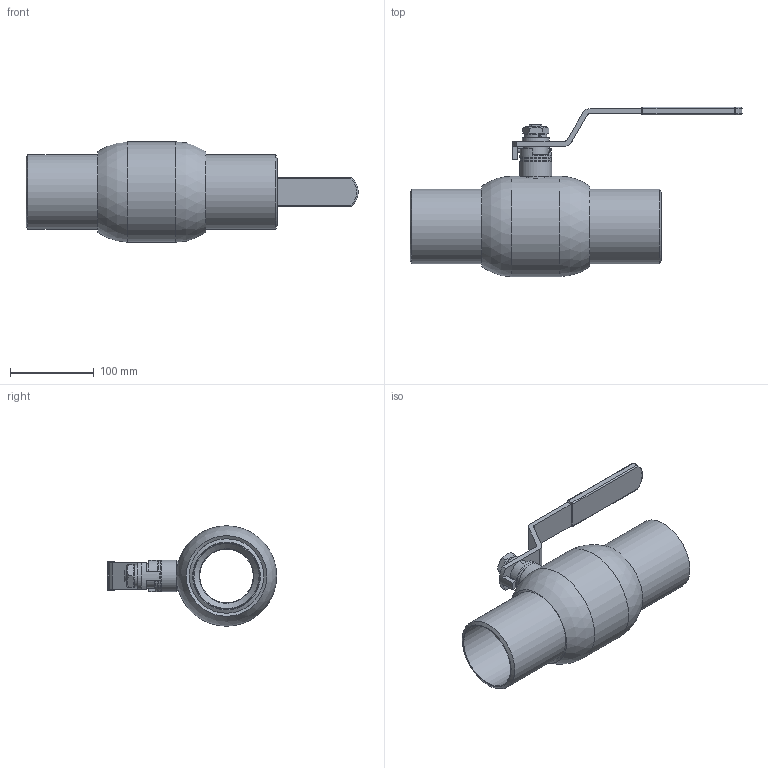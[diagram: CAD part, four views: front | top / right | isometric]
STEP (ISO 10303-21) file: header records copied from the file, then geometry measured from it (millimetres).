
FILE_DESCRIPTION(('STEP AP203'), '1');
FILE_NAME('埡39 220 080 500', '', ('UNSPECIFIED'), ('UNSPECIFIED'), 'ASCON STEP Converter 1.6', 'ASCON Math Kernel', '');
FILE_SCHEMA(('CONFIG_CONTROL_DESIGN'));
Length unit declared in the file: millimetre
Products named in the file (18): 埡39 220 080 500; 埡39 220 080 510; 埡39 220 080 512; 埡39 220 080 511; 埡39 220 080 504; 埡39 220 080 520; 埡39 220 080 522; 埡39 220 080 521; 埡39 220 050 532; 埡39 220 050 503; 埡39 220 050 501; 埡39 010 065 002
Assembly tree (21 placements, depth 3):
  埡39 220 080 500
    埡39 220 080 510
      埡39 220 080 512
      埡39 220 080 511
    埡39 220 080 504  x2
    埡39 220 080 520  x2
      埡39 220 080 522
      埡39 220 080 521
    埡39 220 050 532
    埡39 220 050 503  x2
    埡39 220 050 503
    埡39 220 050 501
    (unnamed)
    (unnamed)
    (unnamed)  x2
    (unnamed)
    埡39 010 065 002
    (unnamed)
Bounding box: 396.79 x 202.5 x 120 mm (x, y, z)
Volume: 825332.5 mm3; surface area: 345979.3 mm2
Topology: 20 solids, 20 shells, 255 faces, 568 edges, 348 vertices
Faces by surface type: plane 110, cylinder 87, cone 27, sphere 16, torus 12, bspline 3
Full cylindrical faces by diameter (mm): 6 x3, 15.3 x1, 18 x1, 19 x8, 24 x6, 26.5 x1, 28 x1, 29 x1, 32 x1, 35 x2, 37.011 x1, 38 x2, 64 x2, 65 x2, 66 x2, 70 x2, 72 x2, 79 x2, 80 x4, 82 x6, 89 x4, 109.987 x1, 120 x1
Entity records: 10624 total; most frequent: CARTESIAN_POINT 3147, DIRECTION 1044, ORIENTED_EDGE 828, AXIS2_PLACEMENT_3D 451, EDGE_CURVE 414, EDGE_LOOP 322, VERTEX_POINT 304, COLOUR_RGB 229
